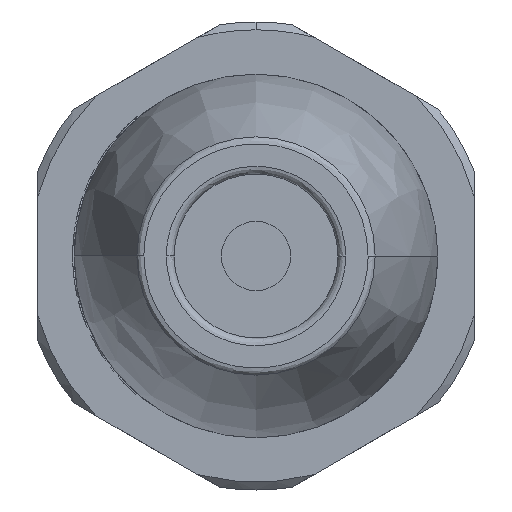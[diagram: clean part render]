
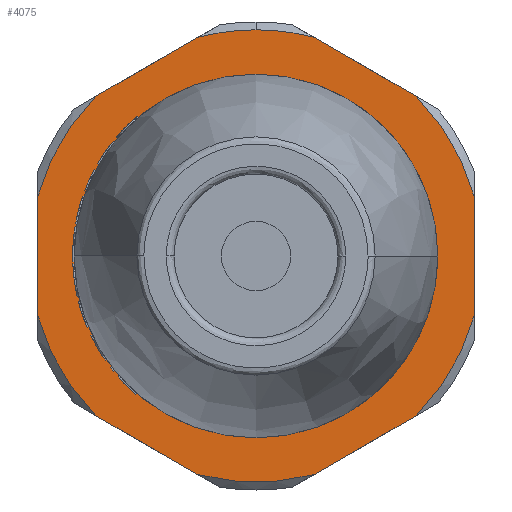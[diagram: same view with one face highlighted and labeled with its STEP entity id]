
A CAD part, front view. The second image highlights one B-rep face of the part: STEP entity #4075.
In plain terms, the highlighted planar face has unit normal (0, -1, 0).
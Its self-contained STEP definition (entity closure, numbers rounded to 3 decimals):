
#336 = DIRECTION ( 'NONE',  ( 0., 1., 0. ) ) ;
#434 = CARTESIAN_POINT ( 'NONE',  ( -8.415, -0.94, 0. ) ) ;
#486 = DIRECTION ( 'NONE',  ( 0., 0., 1. ) ) ;
#1015 = CARTESIAN_POINT ( 'NONE',  ( -18.685, -0.94, 10.237 ) ) ;
#1339 = CARTESIAN_POINT ( 'NONE',  ( -8.415, -0.94, 0. ) ) ;
#1415 = AXIS2_PLACEMENT_3D ( 'NONE', #16076, #4726, #18062 ) ;
#1974 = AXIS2_PLACEMENT_3D ( 'NONE', #16473, #5095, #18459 ) ;
#2100 = ORIENTED_EDGE ( 'NONE', *, *, #12008, .F. ) ;
#2287 = DIRECTION ( 'NONE',  ( 0., 0., 1. ) ) ;
#2452 = DIRECTION ( 'NONE',  ( -0.866, 0., -0.5 ) ) ;
#2563 = DIRECTION ( 'NONE',  ( 0., 0., -1. ) ) ;
#3177 = CARTESIAN_POINT ( 'NONE',  ( -18.685, -0.94, -10.237 ) ) ;
#3187 = DIRECTION ( 'NONE',  ( 0., 0., 1. ) ) ;
#3414 = AXIS2_PLACEMENT_3D ( 'NONE', #11356, #336, #13350 ) ;
#3450 = CARTESIAN_POINT ( 'NONE',  ( -12.146, -0.94, -14.012 ) ) ;
#3673 = AXIS2_PLACEMENT_3D ( 'NONE', #434, #13454, #2287 ) ;
#3764 = ORIENTED_EDGE ( 'NONE', *, *, #14248, .F. ) ;
#4075 = ADVANCED_FACE ( 'NONE', ( #14416, #18679 ), #21838, .F. ) ;
#4207 = CIRCLE ( 'NONE', #18121, 9.4 ) ;
#4255 = CIRCLE ( 'NONE', #15619, 14.5 ) ;
#4561 = LINE ( 'NONE', #11713, #4646 ) ;
#4646 = VECTOR ( 'NONE', #23469, 1000. ) ;
#4726 = DIRECTION ( 'NONE',  ( 0., 1., 0. ) ) ;
#4938 = DIRECTION ( 'NONE',  ( 0., 1., 0. ) ) ;
#5055 = CIRCLE ( 'NONE', #3414, 14.5 ) ;
#5095 = DIRECTION ( 'NONE',  ( 0., 1., 0. ) ) ;
#5290 = LINE ( 'NONE', #7437, #5393 ) ;
#5349 = CIRCLE ( 'NONE', #1415, 14.5 ) ;
#5393 = VECTOR ( 'NONE', #20971, 1000. ) ;
#5471 = DIRECTION ( 'NONE',  ( 0., 1., 0. ) ) ;
#5594 = AXIS2_PLACEMENT_3D ( 'NONE', #22096, #21813, #21782 ) ;
#5886 = LINE ( 'NONE', #7822, #5926 ) ;
#5926 = VECTOR ( 'NONE', #486, 1000. ) ;
#6025 = CARTESIAN_POINT ( 'NONE',  ( 1.854, -0.94, -10.237 ) ) ;
#6027 = DIRECTION ( 'NONE',  ( 0., 1., 0. ) ) ;
#6415 = CIRCLE ( 'NONE', #20543, 14.5 ) ;
#6514 = AXIS2_PLACEMENT_3D ( 'NONE', #16307, #4938, #18300 ) ;
#6631 = CARTESIAN_POINT ( 'NONE',  ( -8.415, -0.94, -9.4 ) ) ;
#6885 = DIRECTION ( 'NONE',  ( 0., -1., 0. ) ) ;
#6957 = LINE ( 'NONE', #3450, #6979 ) ;
#6979 = VECTOR ( 'NONE', #14731, 1000. ) ;
#7377 = CIRCLE ( 'NONE', #1974, 14.5 ) ;
#7437 = CARTESIAN_POINT ( 'NONE',  ( -18.685, -0.94, 10.237 ) ) ;
#7684 = VECTOR ( 'NONE', #2452, 1000. ) ;
#7774 = LINE ( 'NONE', #19501, #7684 ) ;
#7822 = CARTESIAN_POINT ( 'NONE',  ( -22.415, -0.94, 0. ) ) ;
#8044 = CIRCLE ( 'NONE', #3673, 14.5 ) ;
#8272 = ORIENTED_EDGE ( 'NONE', *, *, #12493, .F. ) ;
#8386 = VECTOR ( 'NONE', #2563, 1000. ) ;
#8453 = LINE ( 'NONE', #9800, #8386 ) ;
#9317 = CARTESIAN_POINT ( 'NONE',  ( -12.146, -0.94, 14.012 ) ) ;
#9404 = CARTESIAN_POINT ( 'NONE',  ( -12.146, -0.94, -14.012 ) ) ;
#9454 = ORIENTED_EDGE ( 'NONE', *, *, #12150, .F. ) ;
#9800 = CARTESIAN_POINT ( 'NONE',  ( 5.585, -0.94, 0. ) ) ;
#10127 = CARTESIAN_POINT ( 'NONE',  ( -8.415, -0.94, 9.4 ) ) ;
#10164 = ORIENTED_EDGE ( 'NONE', *, *, #13985, .F. ) ;
#10324 = AXIS2_PLACEMENT_3D ( 'NONE', #1339, #14445, #3187 ) ;
#10440 = ORIENTED_EDGE ( 'NONE', *, *, #13734, .F. ) ;
#10588 = VERTEX_POINT ( 'NONE', #9317 ) ;
#10612 = ORIENTED_EDGE ( 'NONE', *, *, #18028, .F. ) ;
#10628 = VERTEX_POINT ( 'NONE', #6631 ) ;
#11096 = CARTESIAN_POINT ( 'NONE',  ( 5.585, -0.94, 3.775 ) ) ;
#11356 = CARTESIAN_POINT ( 'NONE',  ( -8.415, -0.94, 0. ) ) ;
#11625 = EDGE_CURVE ( 'NONE', #23134, #22134, #8453, .T. ) ;
#11713 = CARTESIAN_POINT ( 'NONE',  ( -4.685, -0.94, 14.012 ) ) ;
#11963 = VERTEX_POINT ( 'NONE', #12100 ) ;
#12008 = EDGE_CURVE ( 'NONE', #22134, #22705, #8044, .T. ) ;
#12100 = CARTESIAN_POINT ( 'NONE',  ( -8.415, -0.94, 14.5 ) ) ;
#12150 = EDGE_CURVE ( 'NONE', #22705, #23993, #7774, .T. ) ;
#12493 = EDGE_CURVE ( 'NONE', #23993, #23318, #7377, .T. ) ;
#12549 = ORIENTED_EDGE ( 'NONE', *, *, #11625, .F. ) ;
#12626 = EDGE_CURVE ( 'NONE', #23318, #24672, #6957, .T. ) ;
#12734 = ORIENTED_EDGE ( 'NONE', *, *, #13593, .F. ) ;
#12804 = VERTEX_POINT ( 'NONE', #19110 ) ;
#12828 = CARTESIAN_POINT ( 'NONE',  ( 5.585, -0.94, -3.775 ) ) ;
#13024 = EDGE_CURVE ( 'NONE', #24672, #24020, #6415, .T. ) ;
#13068 = EDGE_CURVE ( 'NONE', #24020, #17675, #5886, .T. ) ;
#13131 = CARTESIAN_POINT ( 'NONE',  ( 1.854, -0.94, 10.237 ) ) ;
#13165 = ORIENTED_EDGE ( 'NONE', *, *, #13437, .F. ) ;
#13350 = DIRECTION ( 'NONE',  ( 0., 0., 1. ) ) ;
#13363 = CARTESIAN_POINT ( 'NONE',  ( -22.415, -0.94, 3.775 ) ) ;
#13417 = VERTEX_POINT ( 'NONE', #10127 ) ;
#13437 = EDGE_CURVE ( 'NONE', #17675, #23669, #5349, .T. ) ;
#13454 = DIRECTION ( 'NONE',  ( 0., 1., 0. ) ) ;
#13556 = ORIENTED_EDGE ( 'NONE', *, *, #13068, .F. ) ;
#13593 = EDGE_CURVE ( 'NONE', #23669, #10588, #5290, .T. ) ;
#13734 = EDGE_CURVE ( 'NONE', #11963, #12804, #5055, .T. ) ;
#13985 = EDGE_CURVE ( 'NONE', #12804, #23240, #4561, .T. ) ;
#14018 = ORIENTED_EDGE ( 'NONE', *, *, #13024, .F. ) ;
#14248 = EDGE_CURVE ( 'NONE', #23240, #23134, #4255, .T. ) ;
#14294 = EDGE_CURVE ( 'NONE', #13417, #10628, #4207, .T. ) ;
#14377 = ORIENTED_EDGE ( 'NONE', *, *, #12626, .F. ) ;
#14416 = FACE_BOUND ( 'NONE', #23654, .T. ) ;
#14445 = DIRECTION ( 'NONE',  ( 0., -1., 0. ) ) ;
#14731 = DIRECTION ( 'NONE',  ( -0.866, 0., 0.5 ) ) ;
#15619 = AXIS2_PLACEMENT_3D ( 'NONE', #16895, #5471, #18854 ) ;
#16076 = CARTESIAN_POINT ( 'NONE',  ( -8.415, -0.94, 0. ) ) ;
#16307 = CARTESIAN_POINT ( 'NONE',  ( -8.415, -0.94, 0. ) ) ;
#16473 = CARTESIAN_POINT ( 'NONE',  ( -8.415, -0.94, 0. ) ) ;
#16796 = CARTESIAN_POINT ( 'NONE',  ( -22.415, -0.94, -3.775 ) ) ;
#16895 = CARTESIAN_POINT ( 'NONE',  ( -8.415, -0.94, 0. ) ) ;
#17307 = EDGE_CURVE ( 'NONE', #10628, #13417, #23484, .T. ) ;
#17504 = CARTESIAN_POINT ( 'NONE',  ( -8.415, -0.94, 0. ) ) ;
#17675 = VERTEX_POINT ( 'NONE', #13363 ) ;
#18028 = EDGE_CURVE ( 'NONE', #10588, #11963, #22378, .T. ) ;
#18062 = DIRECTION ( 'NONE',  ( 0., 0., 1. ) ) ;
#18121 = AXIS2_PLACEMENT_3D ( 'NONE', #18444, #6885, #20379 ) ;
#18300 = DIRECTION ( 'NONE',  ( 0., 0., 1. ) ) ;
#18444 = CARTESIAN_POINT ( 'NONE',  ( -8.415, -0.94, 0. ) ) ;
#18459 = DIRECTION ( 'NONE',  ( 0., 0., 1. ) ) ;
#18676 = CARTESIAN_POINT ( 'NONE',  ( -4.685, -0.94, -14.012 ) ) ;
#18679 = FACE_OUTER_BOUND ( 'NONE', #24193, .T. ) ;
#18854 = DIRECTION ( 'NONE',  ( 0., 0., 1. ) ) ;
#19110 = CARTESIAN_POINT ( 'NONE',  ( -4.685, -0.94, 14.012 ) ) ;
#19471 = DIRECTION ( 'NONE',  ( 0., 0., 1. ) ) ;
#19501 = CARTESIAN_POINT ( 'NONE',  ( 1.854, -0.94, -10.237 ) ) ;
#19879 = ORIENTED_EDGE ( 'NONE', *, *, #14294, .F. ) ;
#20255 = ORIENTED_EDGE ( 'NONE', *, *, #17307, .F. ) ;
#20379 = DIRECTION ( 'NONE',  ( 0., 0., 1. ) ) ;
#20543 = AXIS2_PLACEMENT_3D ( 'NONE', #17504, #6027, #19471 ) ;
#20971 = DIRECTION ( 'NONE',  ( 0.866, 0., 0.5 ) ) ;
#21782 = DIRECTION ( 'NONE',  ( 0., 0., 1. ) ) ;
#21813 = DIRECTION ( 'NONE',  ( 0., 1., 0. ) ) ;
#21838 = PLANE ( 'NONE',  #5594 ) ;
#22096 = CARTESIAN_POINT ( 'NONE',  ( -8.415, -0.94, 0. ) ) ;
#22134 = VERTEX_POINT ( 'NONE', #12828 ) ;
#22378 = CIRCLE ( 'NONE', #6514, 14.5 ) ;
#22705 = VERTEX_POINT ( 'NONE', #6025 ) ;
#23134 = VERTEX_POINT ( 'NONE', #11096 ) ;
#23240 = VERTEX_POINT ( 'NONE', #13131 ) ;
#23318 = VERTEX_POINT ( 'NONE', #9404 ) ;
#23469 = DIRECTION ( 'NONE',  ( 0.866, 0., -0.5 ) ) ;
#23484 = CIRCLE ( 'NONE', #10324, 9.4 ) ;
#23654 = EDGE_LOOP ( 'NONE', ( #19879, #20255 ) ) ;
#23669 = VERTEX_POINT ( 'NONE', #1015 ) ;
#23993 = VERTEX_POINT ( 'NONE', #18676 ) ;
#24020 = VERTEX_POINT ( 'NONE', #16796 ) ;
#24193 = EDGE_LOOP ( 'NONE', ( #10164, #10440, #10612, #12734, #13165, #13556, #14018, #14377, #8272, #9454, #2100, #12549, #3764 ) ) ;
#24672 = VERTEX_POINT ( 'NONE', #3177 ) ;
